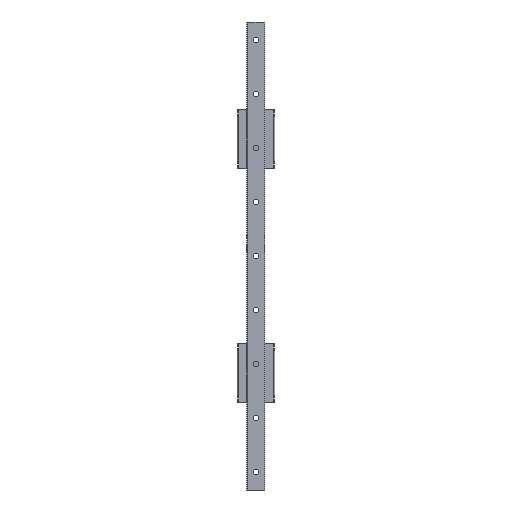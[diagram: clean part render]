
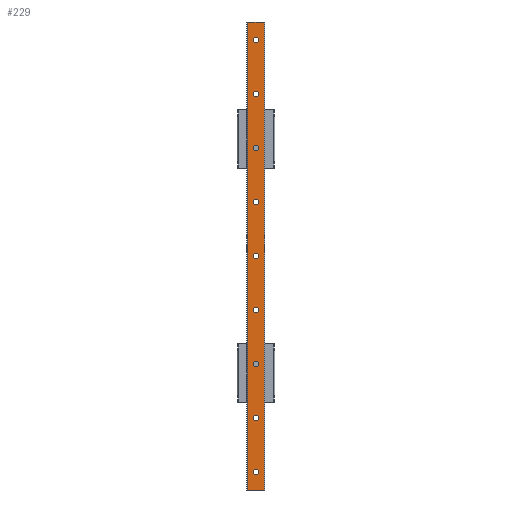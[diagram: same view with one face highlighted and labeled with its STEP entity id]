
A CAD part, front view. The second image highlights one B-rep face of the part: STEP entity #229.
In plain terms, the highlighted planar face has unit normal (0, -1, 0).
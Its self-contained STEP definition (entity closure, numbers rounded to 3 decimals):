
#229 = ADVANCED_FACE( '', ( #529, #530, #531, #532, #533, #534, #535, #536, #537, #538 ), #539, .F. );
#529 = FACE_BOUND( '', #1051, .T. );
#530 = FACE_BOUND( '', #1052, .T. );
#531 = FACE_BOUND( '', #1053, .T. );
#532 = FACE_BOUND( '', #1054, .T. );
#533 = FACE_BOUND( '', #1055, .T. );
#534 = FACE_BOUND( '', #1056, .T. );
#535 = FACE_BOUND( '', #1057, .T. );
#536 = FACE_BOUND( '', #1058, .T. );
#537 = FACE_BOUND( '', #1059, .T. );
#538 = FACE_OUTER_BOUND( '', #1060, .T. );
#539 = PLANE( '', #1061 );
#1051 = EDGE_LOOP( '', ( #1771 ) );
#1052 = EDGE_LOOP( '', ( #1772 ) );
#1053 = EDGE_LOOP( '', ( #1773 ) );
#1054 = EDGE_LOOP( '', ( #1774 ) );
#1055 = EDGE_LOOP( '', ( #1775 ) );
#1056 = EDGE_LOOP( '', ( #1776 ) );
#1057 = EDGE_LOOP( '', ( #1777 ) );
#1058 = EDGE_LOOP( '', ( #1778 ) );
#1059 = EDGE_LOOP( '', ( #1779 ) );
#1060 = EDGE_LOOP( '', ( #1780, #1781, #1782, #1783 ) );
#1061 = AXIS2_PLACEMENT_3D( '', #1784, #1785, #1786 );
#1771 = ORIENTED_EDGE( '', *, *, #3150, .F. );
#1772 = ORIENTED_EDGE( '', *, *, #3146, .F. );
#1773 = ORIENTED_EDGE( '', *, *, #3142, .F. );
#1774 = ORIENTED_EDGE( '', *, *, #3138, .F. );
#1775 = ORIENTED_EDGE( '', *, *, #3134, .F. );
#1776 = ORIENTED_EDGE( '', *, *, #3130, .F. );
#1777 = ORIENTED_EDGE( '', *, *, #3126, .F. );
#1778 = ORIENTED_EDGE( '', *, *, #3122, .F. );
#1779 = ORIENTED_EDGE( '', *, *, #3118, .F. );
#1780 = ORIENTED_EDGE( '', *, *, #3110, .T. );
#1781 = ORIENTED_EDGE( '', *, *, #3162, .F. );
#1782 = ORIENTED_EDGE( '', *, *, #3083, .F. );
#1783 = ORIENTED_EDGE( '', *, *, #3163, .T. );
#1784 = CARTESIAN_POINT( '', ( -9., 0., 260. ) );
#1785 = DIRECTION( '', ( 0., 1., 0. ) );
#1786 = DIRECTION( '', ( 0., 0., 1. ) );
#3083 = EDGE_CURVE( '', #3592, #3594, #3595, .T. );
#3110 = EDGE_CURVE( '', #3645, #3643, #3646, .T. );
#3118 = EDGE_CURVE( '', #3660, #3660, #3661, .T. );
#3122 = EDGE_CURVE( '', #3668, #3668, #3669, .T. );
#3126 = EDGE_CURVE( '', #3676, #3676, #3677, .T. );
#3130 = EDGE_CURVE( '', #3684, #3684, #3685, .T. );
#3134 = EDGE_CURVE( '', #3692, #3692, #3693, .T. );
#3138 = EDGE_CURVE( '', #3700, #3700, #3701, .T. );
#3142 = EDGE_CURVE( '', #3708, #3708, #3709, .T. );
#3146 = EDGE_CURVE( '', #3716, #3716, #3717, .T. );
#3150 = EDGE_CURVE( '', #3724, #3724, #3725, .T. );
#3162 = EDGE_CURVE( '', #3594, #3643, #3737, .T. );
#3163 = EDGE_CURVE( '', #3592, #3645, #3738, .T. );
#3592 = VERTEX_POINT( '', #4442 );
#3594 = VERTEX_POINT( '', #4445 );
#3595 = LINE( '', #4446, #4447 );
#3643 = VERTEX_POINT( '', #4512 );
#3645 = VERTEX_POINT( '', #4515 );
#3646 = LINE( '', #4516, #4517 );
#3660 = VERTEX_POINT( '', #4534 );
#3661 = CIRCLE( '', #4535, 3. );
#3668 = VERTEX_POINT( '', #4542 );
#3669 = CIRCLE( '', #4543, 3. );
#3676 = VERTEX_POINT( '', #4550 );
#3677 = CIRCLE( '', #4551, 3. );
#3684 = VERTEX_POINT( '', #4558 );
#3685 = CIRCLE( '', #4559, 3. );
#3692 = VERTEX_POINT( '', #4566 );
#3693 = CIRCLE( '', #4567, 3. );
#3700 = VERTEX_POINT( '', #4574 );
#3701 = CIRCLE( '', #4575, 3. );
#3708 = VERTEX_POINT( '', #4582 );
#3709 = CIRCLE( '', #4583, 3. );
#3716 = VERTEX_POINT( '', #4590 );
#3717 = CIRCLE( '', #4591, 3. );
#3724 = VERTEX_POINT( '', #4598 );
#3725 = CIRCLE( '', #4599, 3. );
#3737 = LINE( '', #4622, #4623 );
#3738 = LINE( '', #4624, #4625 );
#4442 = CARTESIAN_POINT( '', ( -9., 0., 260. ) );
#4445 = CARTESIAN_POINT( '', ( 9., 0., 260. ) );
#4446 = CARTESIAN_POINT( '', ( -9., 0., 260. ) );
#4447 = VECTOR( '', #5602, 1000. );
#4512 = CARTESIAN_POINT( '', ( 9., 0., -260. ) );
#4515 = CARTESIAN_POINT( '', ( -9., 0., -260. ) );
#4516 = CARTESIAN_POINT( '', ( -9., 0., -260. ) );
#4517 = VECTOR( '', #5645, 1000. );
#4534 = CARTESIAN_POINT( '', ( 0., 0., -243. ) );
#4535 = AXIS2_PLACEMENT_3D( '', #5661, #5662, #5663 );
#4542 = CARTESIAN_POINT( '', ( 0., 0., 237. ) );
#4543 = AXIS2_PLACEMENT_3D( '', #5673, #5674, #5675 );
#4550 = CARTESIAN_POINT( '', ( 0., 0., 177. ) );
#4551 = AXIS2_PLACEMENT_3D( '', #5685, #5686, #5687 );
#4558 = CARTESIAN_POINT( '', ( 0., 0., 117. ) );
#4559 = AXIS2_PLACEMENT_3D( '', #5697, #5698, #5699 );
#4566 = CARTESIAN_POINT( '', ( 0., 0., 57. ) );
#4567 = AXIS2_PLACEMENT_3D( '', #5709, #5710, #5711 );
#4574 = CARTESIAN_POINT( '', ( 0., 0., -3. ) );
#4575 = AXIS2_PLACEMENT_3D( '', #5721, #5722, #5723 );
#4582 = CARTESIAN_POINT( '', ( 0., 0., -63. ) );
#4583 = AXIS2_PLACEMENT_3D( '', #5733, #5734, #5735 );
#4590 = CARTESIAN_POINT( '', ( 0., 0., -123. ) );
#4591 = AXIS2_PLACEMENT_3D( '', #5745, #5746, #5747 );
#4598 = CARTESIAN_POINT( '', ( 0., 0., -183. ) );
#4599 = AXIS2_PLACEMENT_3D( '', #5757, #5758, #5759 );
#4622 = CARTESIAN_POINT( '', ( 9., 0., 260. ) );
#4623 = VECTOR( '', #5771, 1000. );
#4624 = CARTESIAN_POINT( '', ( -9., 0., 260. ) );
#4625 = VECTOR( '', #5772, 1000. );
#5602 = DIRECTION( '', ( 1., 0., 0. ) );
#5645 = DIRECTION( '', ( 1., 0., 0. ) );
#5661 = CARTESIAN_POINT( '', ( 0., 0., -240. ) );
#5662 = DIRECTION( '', ( 0., -1., 0. ) );
#5663 = DIRECTION( '', ( 0., 0., -1. ) );
#5673 = CARTESIAN_POINT( '', ( 0., 0., 240. ) );
#5674 = DIRECTION( '', ( 0., -1., 0. ) );
#5675 = DIRECTION( '', ( 0., 0., -1. ) );
#5685 = CARTESIAN_POINT( '', ( 0., 0., 180. ) );
#5686 = DIRECTION( '', ( 0., -1., 0. ) );
#5687 = DIRECTION( '', ( 0., 0., -1. ) );
#5697 = CARTESIAN_POINT( '', ( 0., 0., 120. ) );
#5698 = DIRECTION( '', ( 0., -1., 0. ) );
#5699 = DIRECTION( '', ( 0., 0., -1. ) );
#5709 = CARTESIAN_POINT( '', ( 0., 0., 60. ) );
#5710 = DIRECTION( '', ( 0., -1., 0. ) );
#5711 = DIRECTION( '', ( 0., 0., -1. ) );
#5721 = CARTESIAN_POINT( '', ( 0., 0., 0. ) );
#5722 = DIRECTION( '', ( 0., -1., 0. ) );
#5723 = DIRECTION( '', ( 0., 0., -1. ) );
#5733 = CARTESIAN_POINT( '', ( 0., 0., -60. ) );
#5734 = DIRECTION( '', ( 0., -1., 0. ) );
#5735 = DIRECTION( '', ( 0., 0., -1. ) );
#5745 = CARTESIAN_POINT( '', ( 0., 0., -120. ) );
#5746 = DIRECTION( '', ( 0., -1., 0. ) );
#5747 = DIRECTION( '', ( 0., 0., -1. ) );
#5757 = CARTESIAN_POINT( '', ( 0., 0., -180. ) );
#5758 = DIRECTION( '', ( 0., -1., 0. ) );
#5759 = DIRECTION( '', ( 0., 0., -1. ) );
#5771 = DIRECTION( '', ( 0., 0., -1. ) );
#5772 = DIRECTION( '', ( 0., 0., -1. ) );
